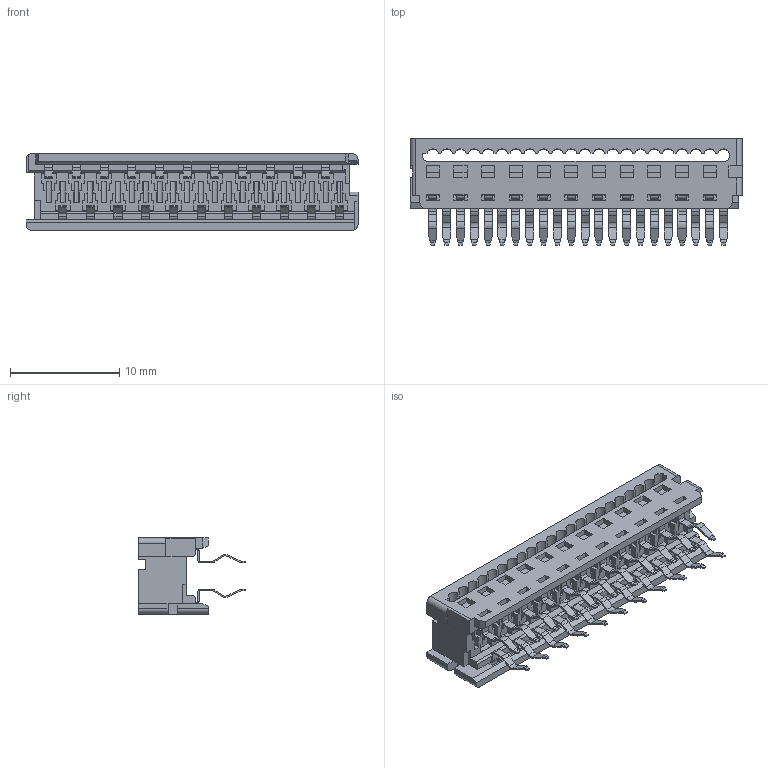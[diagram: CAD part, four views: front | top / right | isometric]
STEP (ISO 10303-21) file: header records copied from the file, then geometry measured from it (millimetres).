
FILE_DESCRIPTION((''),'2;1');
FILE_NAME('905841322','2014-03-26T',('me'),(''),'PRO/ENGINEER BY PARAMETRIC TECHNOLOGY CORPORATION, 2011490','PRO/ENGINEER BY PARAMETRIC TECHNOLOGY CORPORATION, 2011490','');
FILE_SCHEMA(('CONFIG_CONTROL_DESIGN'));
Length unit declared in the file: millimetre
Products named in the file (1): 905841322
Bounding box: 30.45 x 9.8 x 7 mm (x, y, z)
Volume: 721.6 mm3; surface area: 2087.9 mm2
Topology: 1 solids, 1 shells, 1486 faces, 4499 edges, 2982 vertices
Faces by surface type: plane 1214, cylinder 272
Entity records: 50086 total; most frequent: CARTESIAN_POINT 9108, ORIENTED_EDGE 8910, DIRECTION 7971, EDGE_CURVE 4455, VECTOR 3825, LINE 3825, VERTEX_POINT 2938, AXIS2_PLACEMENT_3D 2073
